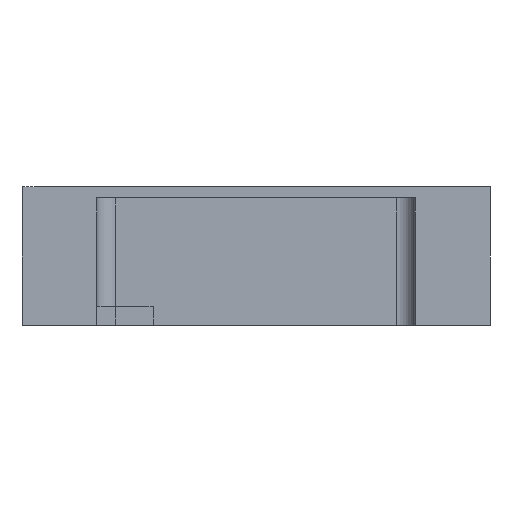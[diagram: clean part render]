
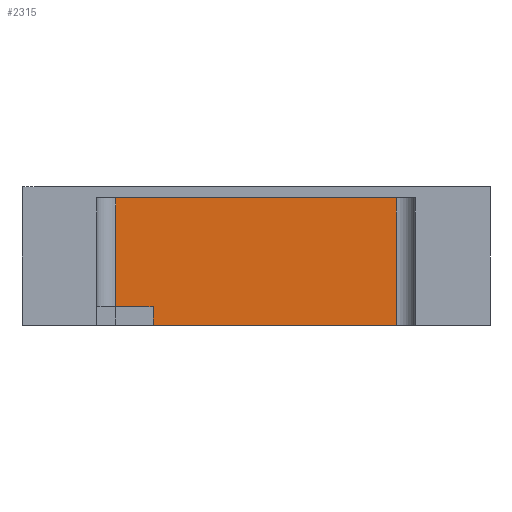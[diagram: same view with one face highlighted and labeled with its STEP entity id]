
A CAD part, front view. The second image highlights one B-rep face of the part: STEP entity #2315.
In plain terms, the highlighted planar face has unit normal (0, -1, 0).
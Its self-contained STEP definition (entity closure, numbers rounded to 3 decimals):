
#156 = PLANE('',#157);
#157 = AXIS2_PLACEMENT_3D('',#158,#159,#160);
#158 = CARTESIAN_POINT('',(3.447,113.279,0.));
#159 = DIRECTION('',(0.,0.,1.));
#160 = DIRECTION('',(1.,0.,0.));
#813 = VERTEX_POINT('',#814);
#814 = CARTESIAN_POINT('',(-27.5,200.,0.));
#828 = PLANE('',#829);
#829 = AXIS2_PLACEMENT_3D('',#830,#831,#832);
#830 = CARTESIAN_POINT('',(-177.5,200.,0.));
#831 = DIRECTION('',(0.,1.,0.));
#832 = DIRECTION('',(1.,0.,0.));
#840 = EDGE_CURVE('',#841,#813,#843,.T.);
#841 = VERTEX_POINT('',#842);
#842 = CARTESIAN_POINT('',(37.5,200.,0.));
#843 = SURFACE_CURVE('',#844,(#848,#855),.PCURVE_S1.);
#844 = LINE('',#845,#846);
#845 = CARTESIAN_POINT('',(37.5,200.,0.));
#846 = VECTOR('',#847,1.);
#847 = DIRECTION('',(-1.,0.,0.));
#848 = PCURVE('',#156,#849);
#849 = DEFINITIONAL_REPRESENTATION('',(#850),#854);
#850 = LINE('',#851,#852);
#851 = CARTESIAN_POINT('',(34.053,86.721));
#852 = VECTOR('',#853,1.);
#853 = DIRECTION('',(-1.,0.));
#854 = ( GEOMETRIC_REPRESENTATION_CONTEXT(2) 
PARAMETRIC_REPRESENTATION_CONTEXT() REPRESENTATION_CONTEXT('2D SPACE',''
  ) );
#855 = PCURVE('',#856,#861);
#856 = PLANE('',#857);
#857 = AXIS2_PLACEMENT_3D('',#858,#859,#860);
#858 = CARTESIAN_POINT('',(37.5,200.,0.));
#859 = DIRECTION('',(0.,-1.,0.));
#860 = DIRECTION('',(-1.,0.,0.));
#861 = DEFINITIONAL_REPRESENTATION('',(#862),#866);
#862 = LINE('',#863,#864);
#863 = CARTESIAN_POINT('',(0.,0.));
#864 = VECTOR('',#865,1.);
#865 = DIRECTION('',(1.,0.));
#866 = ( GEOMETRIC_REPRESENTATION_CONTEXT(2) 
PARAMETRIC_REPRESENTATION_CONTEXT() REPRESENTATION_CONTEXT('2D SPACE',''
  ) );
#889 = CYLINDRICAL_SURFACE('',#890,5.);
#890 = AXIS2_PLACEMENT_3D('',#891,#892,#893);
#891 = CARTESIAN_POINT('',(37.5,195.,0.));
#892 = DIRECTION('',(0.,0.,-1.));
#893 = DIRECTION('',(1.,0.,0.));
#1757 = PLANE('',#1758);
#1758 = AXIS2_PLACEMENT_3D('',#1759,#1760,#1761);
#1759 = CARTESIAN_POINT('',(-8.671,99.974,34.));
#1760 = DIRECTION('',(0.,0.,1.));
#1761 = DIRECTION('',(1.,0.,0.));
#2265 = EDGE_CURVE('',#841,#2266,#2268,.T.);
#2266 = VERTEX_POINT('',#2267);
#2267 = CARTESIAN_POINT('',(37.5,200.,34.));
#2268 = SURFACE_CURVE('',#2269,(#2273,#2280),.PCURVE_S1.);
#2269 = LINE('',#2270,#2271);
#2270 = CARTESIAN_POINT('',(37.5,200.,0.));
#2271 = VECTOR('',#2272,1.);
#2272 = DIRECTION('',(0.,0.,1.));
#2273 = PCURVE('',#889,#2274);
#2274 = DEFINITIONAL_REPRESENTATION('',(#2275),#2279);
#2275 = LINE('',#2276,#2277);
#2276 = CARTESIAN_POINT('',(4.712,0.));
#2277 = VECTOR('',#2278,1.);
#2278 = DIRECTION('',(0.,-1.));
#2279 = ( GEOMETRIC_REPRESENTATION_CONTEXT(2) 
PARAMETRIC_REPRESENTATION_CONTEXT() REPRESENTATION_CONTEXT('2D SPACE',''
  ) );
#2280 = PCURVE('',#856,#2281);
#2281 = DEFINITIONAL_REPRESENTATION('',(#2282),#2286);
#2282 = LINE('',#2283,#2284);
#2283 = CARTESIAN_POINT('',(0.,-0.));
#2284 = VECTOR('',#2285,1.);
#2285 = DIRECTION('',(0.,-1.));
#2286 = ( GEOMETRIC_REPRESENTATION_CONTEXT(2) 
PARAMETRIC_REPRESENTATION_CONTEXT() REPRESENTATION_CONTEXT('2D SPACE',''
  ) );
#2315 = ADVANCED_FACE('',(#2316),#856,.T.);
#2316 = FACE_BOUND('',#2317,.T.);
#2317 = EDGE_LOOP('',(#2318,#2319,#2320,#2343,#2371,#2394));
#2318 = ORIENTED_EDGE('',*,*,#840,.F.);
#2319 = ORIENTED_EDGE('',*,*,#2265,.T.);
#2320 = ORIENTED_EDGE('',*,*,#2321,.T.);
#2321 = EDGE_CURVE('',#2266,#2322,#2324,.T.);
#2322 = VERTEX_POINT('',#2323);
#2323 = CARTESIAN_POINT('',(-37.5,200.,34.));
#2324 = SURFACE_CURVE('',#2325,(#2329,#2336),.PCURVE_S1.);
#2325 = LINE('',#2326,#2327);
#2326 = CARTESIAN_POINT('',(37.5,200.,34.));
#2327 = VECTOR('',#2328,1.);
#2328 = DIRECTION('',(-1.,0.,0.));
#2329 = PCURVE('',#856,#2330);
#2330 = DEFINITIONAL_REPRESENTATION('',(#2331),#2335);
#2331 = LINE('',#2332,#2333);
#2332 = CARTESIAN_POINT('',(0.,-34.));
#2333 = VECTOR('',#2334,1.);
#2334 = DIRECTION('',(1.,0.));
#2335 = ( GEOMETRIC_REPRESENTATION_CONTEXT(2) 
PARAMETRIC_REPRESENTATION_CONTEXT() REPRESENTATION_CONTEXT('2D SPACE',''
  ) );
#2336 = PCURVE('',#1757,#2337);
#2337 = DEFINITIONAL_REPRESENTATION('',(#2338),#2342);
#2338 = LINE('',#2339,#2340);
#2339 = CARTESIAN_POINT('',(46.171,100.026));
#2340 = VECTOR('',#2341,1.);
#2341 = DIRECTION('',(-1.,0.));
#2342 = ( GEOMETRIC_REPRESENTATION_CONTEXT(2) 
PARAMETRIC_REPRESENTATION_CONTEXT() REPRESENTATION_CONTEXT('2D SPACE',''
  ) );
#2343 = ORIENTED_EDGE('',*,*,#2344,.F.);
#2344 = EDGE_CURVE('',#2345,#2322,#2347,.T.);
#2345 = VERTEX_POINT('',#2346);
#2346 = CARTESIAN_POINT('',(-37.5,200.,5.));
#2347 = SURFACE_CURVE('',#2348,(#2352,#2359),.PCURVE_S1.);
#2348 = LINE('',#2349,#2350);
#2349 = CARTESIAN_POINT('',(-37.5,200.,0.));
#2350 = VECTOR('',#2351,1.);
#2351 = DIRECTION('',(0.,0.,1.));
#2352 = PCURVE('',#856,#2353);
#2353 = DEFINITIONAL_REPRESENTATION('',(#2354),#2358);
#2354 = LINE('',#2355,#2356);
#2355 = CARTESIAN_POINT('',(75.,0.));
#2356 = VECTOR('',#2357,1.);
#2357 = DIRECTION('',(0.,-1.));
#2358 = ( GEOMETRIC_REPRESENTATION_CONTEXT(2) 
PARAMETRIC_REPRESENTATION_CONTEXT() REPRESENTATION_CONTEXT('2D SPACE',''
  ) );
#2359 = PCURVE('',#2360,#2365);
#2360 = CYLINDRICAL_SURFACE('',#2361,5.);
#2361 = AXIS2_PLACEMENT_3D('',#2362,#2363,#2364);
#2362 = CARTESIAN_POINT('',(-37.5,195.,0.));
#2363 = DIRECTION('',(0.,0.,-1.));
#2364 = DIRECTION('',(1.,0.,0.));
#2365 = DEFINITIONAL_REPRESENTATION('',(#2366),#2370);
#2366 = LINE('',#2367,#2368);
#2367 = CARTESIAN_POINT('',(4.712,0.));
#2368 = VECTOR('',#2369,1.);
#2369 = DIRECTION('',(0.,-1.));
#2370 = ( GEOMETRIC_REPRESENTATION_CONTEXT(2) 
PARAMETRIC_REPRESENTATION_CONTEXT() REPRESENTATION_CONTEXT('2D SPACE',''
  ) );
#2371 = ORIENTED_EDGE('',*,*,#2372,.T.);
#2372 = EDGE_CURVE('',#2345,#2373,#2375,.T.);
#2373 = VERTEX_POINT('',#2374);
#2374 = CARTESIAN_POINT('',(-27.5,200.,5.));
#2375 = SURFACE_CURVE('',#2376,(#2380,#2387),.PCURVE_S1.);
#2376 = LINE('',#2377,#2378);
#2377 = CARTESIAN_POINT('',(-177.5,200.,5.));
#2378 = VECTOR('',#2379,1.);
#2379 = DIRECTION('',(1.,0.,0.));
#2380 = PCURVE('',#856,#2381);
#2381 = DEFINITIONAL_REPRESENTATION('',(#2382),#2386);
#2382 = LINE('',#2383,#2384);
#2383 = CARTESIAN_POINT('',(215.,-5.));
#2384 = VECTOR('',#2385,1.);
#2385 = DIRECTION('',(-1.,-0.));
#2386 = ( GEOMETRIC_REPRESENTATION_CONTEXT(2) 
PARAMETRIC_REPRESENTATION_CONTEXT() REPRESENTATION_CONTEXT('2D SPACE',''
  ) );
#2387 = PCURVE('',#828,#2388);
#2388 = DEFINITIONAL_REPRESENTATION('',(#2389),#2393);
#2389 = LINE('',#2390,#2391);
#2390 = CARTESIAN_POINT('',(0.,-5.));
#2391 = VECTOR('',#2392,1.);
#2392 = DIRECTION('',(1.,0.));
#2393 = ( GEOMETRIC_REPRESENTATION_CONTEXT(2) 
PARAMETRIC_REPRESENTATION_CONTEXT() REPRESENTATION_CONTEXT('2D SPACE',''
  ) );
#2394 = ORIENTED_EDGE('',*,*,#2395,.F.);
#2395 = EDGE_CURVE('',#813,#2373,#2396,.T.);
#2396 = SURFACE_CURVE('',#2397,(#2401,#2408),.PCURVE_S1.);
#2397 = LINE('',#2398,#2399);
#2398 = CARTESIAN_POINT('',(-27.5,200.,0.));
#2399 = VECTOR('',#2400,1.);
#2400 = DIRECTION('',(0.,0.,1.));
#2401 = PCURVE('',#856,#2402);
#2402 = DEFINITIONAL_REPRESENTATION('',(#2403),#2407);
#2403 = LINE('',#2404,#2405);
#2404 = CARTESIAN_POINT('',(65.,0.));
#2405 = VECTOR('',#2406,1.);
#2406 = DIRECTION('',(0.,-1.));
#2407 = ( GEOMETRIC_REPRESENTATION_CONTEXT(2) 
PARAMETRIC_REPRESENTATION_CONTEXT() REPRESENTATION_CONTEXT('2D SPACE',''
  ) );
#2408 = PCURVE('',#828,#2409);
#2409 = DEFINITIONAL_REPRESENTATION('',(#2410),#2414);
#2410 = LINE('',#2411,#2412);
#2411 = CARTESIAN_POINT('',(150.,0.));
#2412 = VECTOR('',#2413,1.);
#2413 = DIRECTION('',(0.,-1.));
#2414 = ( GEOMETRIC_REPRESENTATION_CONTEXT(2) 
PARAMETRIC_REPRESENTATION_CONTEXT() REPRESENTATION_CONTEXT('2D SPACE',''
  ) );
